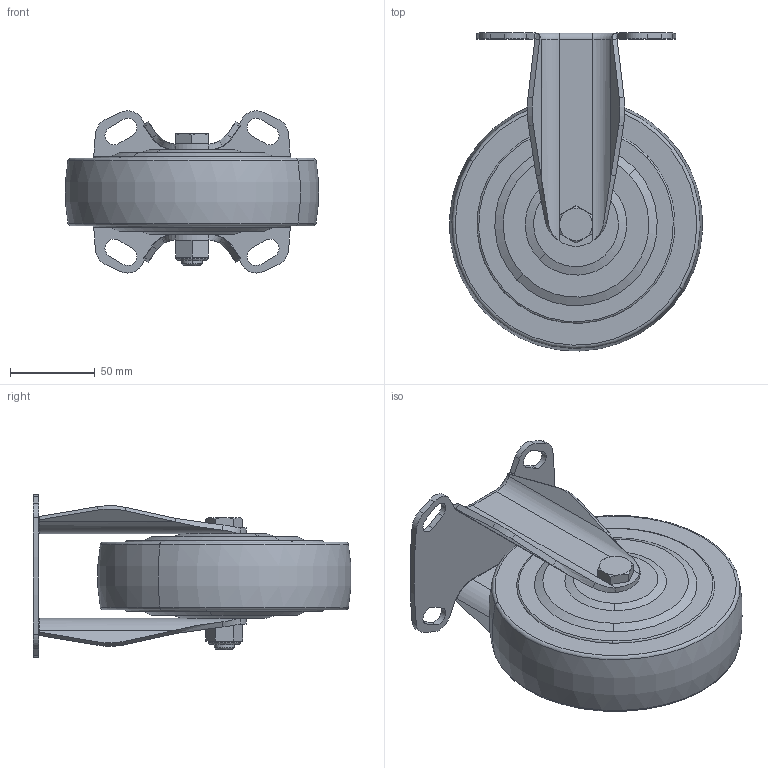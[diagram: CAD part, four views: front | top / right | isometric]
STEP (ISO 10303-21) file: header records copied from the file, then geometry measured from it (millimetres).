
FILE_DESCRIPTION (( 'STEP AP203' ), '1' );
FILE_NAME ('11510600441033.STEP', '2025-04-23T05:48:39', ( '20241006' ), ( '' ), 'SwSTEP 2.0', 'SolidWorks 2021', '' );
FILE_SCHEMA (( 'CONFIG_CONTROL_DESIGN' ));
Length unit declared in the file: millimetre
Products named in the file (7): ^11510600071013.STEP_6''''51系列D型底板固定架组（外观图用）.STEP; 11510600071013.STEP^6''''51系列D型底板固定架组（外观图用）.STEP; 复件 (3) ^11510600071013.STEP_6''''51系列D型底板固定架组（外观图用）.STEP; 6''''MRC輪外观图; 复件 (2) ^11510600071013.STEP_6''''51系列D型底板固定架组（外观图用）.STEP; 11510600441033; 6''''防尘盖（铁）
Assembly tree (7 placements, depth 3):
  11510600441033
    11510600071013.STEP^6''''51系列D型底板固定架组（外观图用）.STEP
      ^11510600071013.STEP_6''''51系列D型底板固定架组（外观图用）.STEP
      复件 (2) ^11510600071013.STEP_6''''51系列D型底板固定架组（外观图用）.STEP
      复件 (3) ^11510600071013.STEP_6''''51系列D型底板固定架组（外观图用）.STEP
    6''''MRC輪外观图
    6''''防尘盖（铁）  x2
Bounding box: 149.43 x 187.78 x 95.76 mm (x, y, z)
Volume: 678103.5 mm3; surface area: 164942.8 mm2
Topology: 6 solids, 6 shells, 289 faces, 678 edges, 423 vertices
Faces by surface type: plane 102, cylinder 81, torus 38, bspline 35, cone 33
Entity records: 10126 total; most frequent: CARTESIAN_POINT 3347, DIRECTION 1257, ORIENTED_EDGE 1256, EDGE_CURVE 628, AXIS2_PLACEMENT_3D 485, VERTEX_POINT 391, EDGE_LOOP 299, LINE 287
